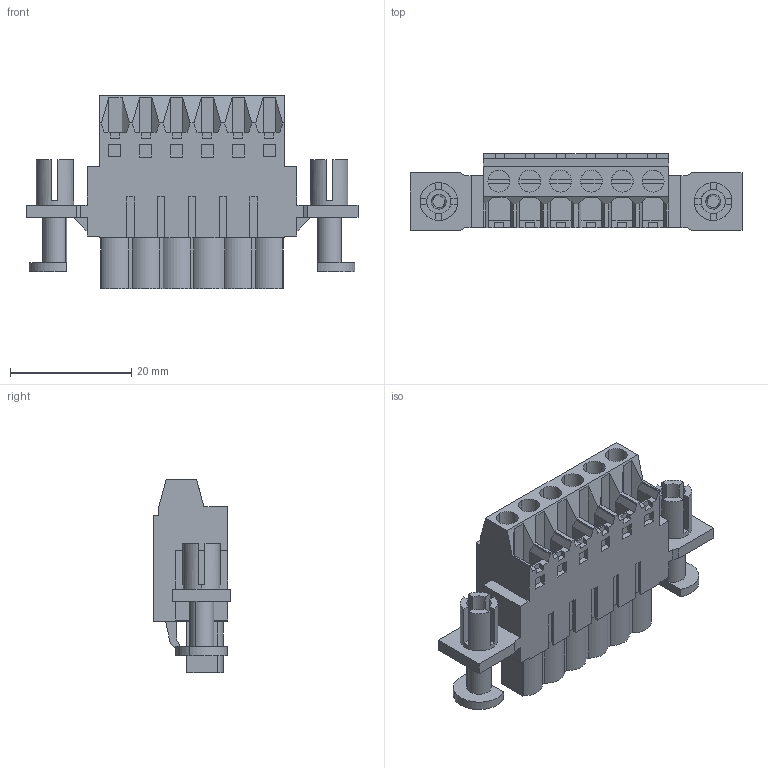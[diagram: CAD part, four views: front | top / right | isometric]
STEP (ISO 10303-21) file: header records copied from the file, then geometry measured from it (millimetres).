
FILE_DESCRIPTION(('CATIA V5 STEP Exchange','CAx-IF Rec.Pracs.--- Model Styling and Organization---1.2---2011-12-15'),'2;1');
FILE_NAME ('D1451301_0_1353180000_1353180000.stp','2017-06-22T09:20:40+00:00',('none'),('Weidmueller'),'CATIA Version 5-6 Release 2014','CATIA V5 STEP AP214','none');
FILE_SCHEMA(('AUTOMOTIVE_DESIGN { 1 0 10303 214 1 1 1 1 }'));
Length unit declared in the file: millimetre
Products named in the file (1): 1353180000
Bounding box: 54.68 x 12.65 x 31.8 mm (x, y, z)
Volume: 9022 mm3; surface area: 6853.3 mm2
Topology: 9 solids, 9 shells, 564 faces, 1565 edges, 1048 vertices
Faces by surface type: plane 494, cylinder 62, cone 8
Entity records: 17446 total; most frequent: CARTESIAN_POINT 3130, ORIENTED_EDGE 3130, DIRECTION 2351, EDGE_CURVE 1565, VECTOR 1367, LINE 1367, VERTEX_POINT 1048, EDGE_LOOP 597
